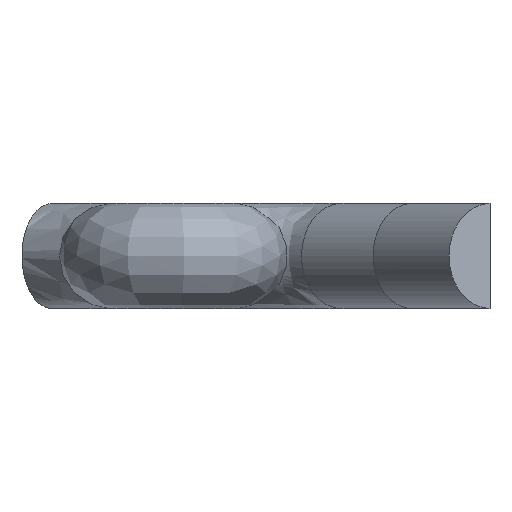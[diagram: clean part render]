
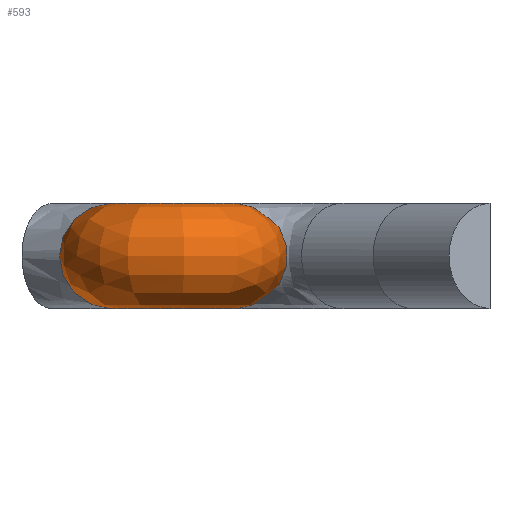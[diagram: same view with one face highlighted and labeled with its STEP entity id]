
A CAD part, left-side view. The second image highlights one B-rep face of the part: STEP entity #593.
In plain terms, the highlighted free-form (B-spline) face has degree [2, 2] with [5, 5] control points.
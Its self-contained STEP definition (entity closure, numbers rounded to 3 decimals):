
#485 = VERTEX_POINT('',#486);
#486 = CARTESIAN_POINT('',(-6.914,-1.456,
    -1.633));
#493 = VERTEX_POINT('',#494);
#494 = CARTESIAN_POINT('',(-6.914,-1.456,
    1.633));
#516 = EDGE_CURVE('',#485,#493,#517,.T.);
#517 = B_SPLINE_CURVE_WITH_KNOTS('',3,(#518,#519,#520,#521,#522,#523,
    #524,#525,#526,#527,#528,#529,#530,#531,#532,#533,#534,#535),
  .UNSPECIFIED.,.F.,.F.,(4,2,2,2,2,2,2,2,4),(0.,0.019,
    0.037,0.055,0.074,
    0.092,0.11,0.129,0.146),
  .UNSPECIFIED.);
#518 = CARTESIAN_POINT('',(-6.914,-1.456,
    -1.633));
#519 = CARTESIAN_POINT('',(-6.793,-1.636,
    -1.629));
#520 = CARTESIAN_POINT('',(-6.674,-1.813,
    -1.582));
#521 = CARTESIAN_POINT('',(-6.455,-2.141,
    -1.409));
#522 = CARTESIAN_POINT('',(-6.356,-2.288,
    -1.286));
#523 = CARTESIAN_POINT('',(-6.191,-2.534,
    -0.979));
#524 = CARTESIAN_POINT('',(-6.127,-2.631,
    -0.798));
#525 = CARTESIAN_POINT('',(-6.039,-2.761,
    -0.403));
#526 = CARTESIAN_POINT('',(-6.018,-2.793,
    -0.193));
#527 = CARTESIAN_POINT('',(-6.02,-2.789,0.231
    ));
#528 = CARTESIAN_POINT('',(-6.045,-2.752,0.441
    ));
#529 = CARTESIAN_POINT('',(-6.137,-2.615,
    0.832));
#530 = CARTESIAN_POINT('',(-6.204,-2.515,1.009)
  );
#531 = CARTESIAN_POINT('',(-6.373,-2.264,
    1.309));
#532 = CARTESIAN_POINT('',(-6.472,-2.115,
    1.427));
#533 = CARTESIAN_POINT('',(-6.687,-1.794,1.587)
  );
#534 = CARTESIAN_POINT('',(-6.8,-1.626,
    1.629));
#535 = CARTESIAN_POINT('',(-6.914,-1.456,1.633
    ));
#593 = ADVANCED_FACE('',(#594),#625,.F.);
#594 = FACE_BOUND('',#595,.F.);
#595 = EDGE_LOOP('',(#596,#606,#616,#624));
#596 = ORIENTED_EDGE('',*,*,#597,.F.);
#597 = EDGE_CURVE('',#598,#485,#600,.T.);
#598 = VERTEX_POINT('',#599);
#599 = CARTESIAN_POINT('',(-7.156,1.644,
    -1.633));
#600 = ( BOUNDED_CURVE() B_SPLINE_CURVE(2,(#601,#602,#603,#604,#605),
.UNSPECIFIED.,.F.,.F.) B_SPLINE_CURVE_WITH_KNOTS((3,2,3),(1.002
,3.219,5.436),.PIECEWISE_BEZIER_KNOTS.) CURVE() 
GEOMETRIC_REPRESENTATION_ITEM() RATIONAL_B_SPLINE_CURVE((1.,
0.446,1.,0.446,1.)) REPRESENTATION_ITEM('') );
#601 = CARTESIAN_POINT('',(-7.156,1.644,
    -1.633));
#602 = CARTESIAN_POINT('',(-10.45,3.749,
    -1.633));
#603 = CARTESIAN_POINT('',(-10.146,-0.148,
    -1.633));
#604 = CARTESIAN_POINT('',(-9.842,-4.045,
    -1.633));
#605 = CARTESIAN_POINT('',(-6.914,-1.456,
    -1.633));
#606 = ORIENTED_EDGE('',*,*,#607,.T.);
#607 = EDGE_CURVE('',#598,#608,#610,.T.);
#608 = VERTEX_POINT('',#609);
#609 = CARTESIAN_POINT('',(-7.156,1.644,1.633
    ));
#610 = ( BOUNDED_CURVE() B_SPLINE_CURVE(2,(#611,#612,#613,#614,#615),
.UNSPECIFIED.,.F.,.F.) B_SPLINE_CURVE_WITH_KNOTS((3,2,3),(4.744,
6.293,7.842),.PIECEWISE_BEZIER_KNOTS.) CURVE() 
GEOMETRIC_REPRESENTATION_ITEM() RATIONAL_B_SPLINE_CURVE((1.,
0.715,1.,0.715,1.)) REPRESENTATION_ITEM('') );
#611 = CARTESIAN_POINT('',(-7.156,1.644,
    -1.633));
#612 = CARTESIAN_POINT('',(-6.339,3.02,
    -1.599));
#613 = CARTESIAN_POINT('',(-6.339,3.02,
    0.));
#614 = CARTESIAN_POINT('',(-6.339,3.02,1.599
    ));
#615 = CARTESIAN_POINT('',(-7.156,1.644,1.633
    ));
#616 = ORIENTED_EDGE('',*,*,#617,.T.);
#617 = EDGE_CURVE('',#608,#493,#618,.T.);
#618 = ( BOUNDED_CURVE() B_SPLINE_CURVE(2,(#619,#620,#621,#622,#623),
.UNSPECIFIED.,.F.,.F.) B_SPLINE_CURVE_WITH_KNOTS((3,2,3),(1.002
,3.219,5.436),.PIECEWISE_BEZIER_KNOTS.) CURVE() 
GEOMETRIC_REPRESENTATION_ITEM() RATIONAL_B_SPLINE_CURVE((1.,
0.446,1.,0.446,1.)) REPRESENTATION_ITEM('') );
#619 = CARTESIAN_POINT('',(-7.156,1.644,1.633
    ));
#620 = CARTESIAN_POINT('',(-10.45,3.749,1.633
    ));
#621 = CARTESIAN_POINT('',(-10.146,-0.148,
    1.633));
#622 = CARTESIAN_POINT('',(-9.842,-4.045,
    1.633));
#623 = CARTESIAN_POINT('',(-6.914,-1.456,
    1.633));
#624 = ORIENTED_EDGE('',*,*,#516,.F.);
#625 = ( BOUNDED_SURFACE() B_SPLINE_SURFACE(2,2,(
    (#626,#627,#628,#629,#630)
    ,(#631,#632,#633,#634,#635)
    ,(#636,#637,#638,#639,#640)
    ,(#641,#642,#643,#644,#645)
    ,(#646,#647,#648,#649,#650
)),.UNSPECIFIED.,.F.,.F.,.F.) B_SPLINE_SURFACE_WITH_KNOTS((3,2,3),(3,2,3
    ),(0.,2.217,4.434),(-1.559,
    -0.01,1.54),.UNSPECIFIED.) 
GEOMETRIC_REPRESENTATION_ITEM() RATIONAL_B_SPLINE_SURFACE((
    (1.,0.715,1.,0.715,1.)
    ,(0.446,0.319,0.446,0.319
      ,0.446)
    ,(1.,0.715,1.,0.715,1.)
    ,(0.446,0.319,0.446,0.319
      ,0.446)
,(1.,0.715,1.,0.715,1.
))) REPRESENTATION_ITEM('') SURFACE() );
#626 = CARTESIAN_POINT('',(-7.156,1.644,1.633
    ));
#627 = CARTESIAN_POINT('',(-6.339,3.02,1.599
    ));
#628 = CARTESIAN_POINT('',(-6.339,3.02,
    0.));
#629 = CARTESIAN_POINT('',(-6.339,3.02,-1.599
    ));
#630 = CARTESIAN_POINT('',(-7.156,1.644,
    -1.633));
#631 = CARTESIAN_POINT('',(-10.45,3.749,1.633
    ));
#632 = CARTESIAN_POINT('',(-12.393,6.763,1.599
    ));
#633 = CARTESIAN_POINT('',(-12.393,6.763,
    0.));
#634 = CARTESIAN_POINT('',(-12.393,6.763,
    -1.599));
#635 = CARTESIAN_POINT('',(-10.45,3.749,
    -1.633));
#636 = CARTESIAN_POINT('',(-10.146,-0.148,
    1.633));
#637 = CARTESIAN_POINT('',(-11.736,-0.325,
    1.599));
#638 = CARTESIAN_POINT('',(-11.736,-0.325,
    0.));
#639 = CARTESIAN_POINT('',(-11.736,-0.325,
    -1.599));
#640 = CARTESIAN_POINT('',(-10.146,-0.148,
    -1.633));
#641 = CARTESIAN_POINT('',(-9.842,-4.045,
    1.633));
#642 = CARTESIAN_POINT('',(-11.078,-7.412,
    1.599));
#643 = CARTESIAN_POINT('',(-11.078,-7.412,
    0.));
#644 = CARTESIAN_POINT('',(-11.078,-7.412,
    -1.599));
#645 = CARTESIAN_POINT('',(-9.842,-4.045,
    -1.633));
#646 = CARTESIAN_POINT('',(-6.914,-1.456,
    1.633));
#647 = CARTESIAN_POINT('',(-5.816,-2.619,
    1.599));
#648 = CARTESIAN_POINT('',(-5.816,-2.619,
    0.));
#649 = CARTESIAN_POINT('',(-5.816,-2.619,
    -1.599));
#650 = CARTESIAN_POINT('',(-6.914,-1.456,
    -1.633));
